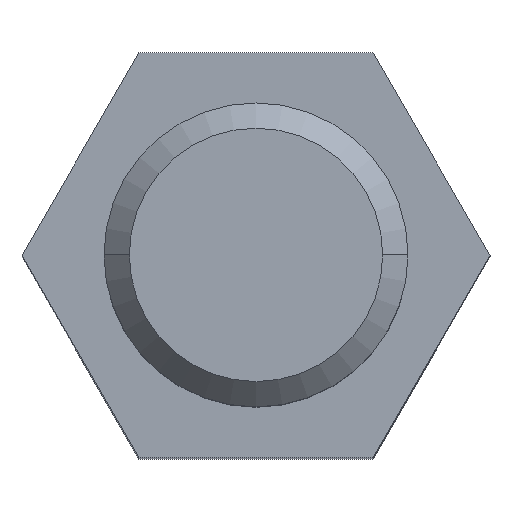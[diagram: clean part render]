
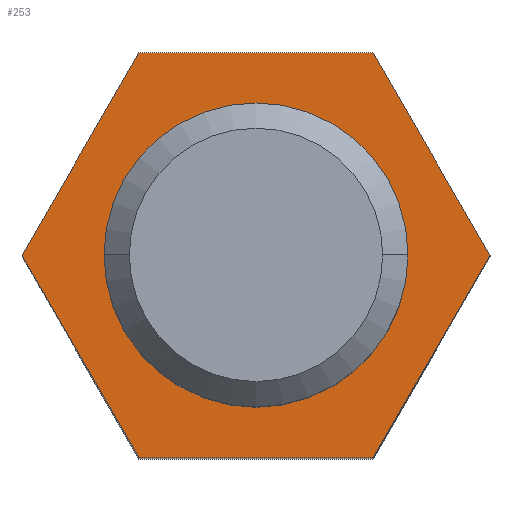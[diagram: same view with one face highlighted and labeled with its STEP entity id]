
A CAD part, top view. The second image highlights one B-rep face of the part: STEP entity #253.
In plain terms, the highlighted planar face has unit normal (0, 0, 1).
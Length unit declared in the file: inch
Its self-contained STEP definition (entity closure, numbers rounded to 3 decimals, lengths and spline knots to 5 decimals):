
#1 = FACE_OUTER_BOUND ( 'NONE', #97, .T. ) ;
#4 = LINE ( 'NONE', #345, #197 ) ;
#23 = CARTESIAN_POINT ( 'NONE',  ( -0.28868, 0., 0.498 ) ) ;
#26 = CARTESIAN_POINT ( 'NONE',  ( -0.28868, 0., 0.498 ) ) ;
#40 = VERTEX_POINT ( 'NONE', #525 ) ;
#48 = EDGE_CURVE ( 'NONE', #508, #528, #4, .T. ) ;
#54 = VECTOR ( 'NONE', #120, 39.37008 ) ;
#77 = VERTEX_POINT ( 'NONE', #360 ) ;
#78 = CARTESIAN_POINT ( 'NONE',  ( 0.14434, 0.25, 0.498 ) ) ;
#80 = DIRECTION ( 'NONE',  ( 1., 0., 0. ) ) ;
#95 = ORIENTED_EDGE ( 'NONE', *, *, #396, .F. ) ;
#97 = EDGE_LOOP ( 'NONE', ( #248, #332, #454, #377, #478, #215 ) ) ;
#110 = CARTESIAN_POINT ( 'NONE',  ( 0., 0., 0.498 ) ) ;
#120 = DIRECTION ( 'NONE',  ( 0.5, -0.866, 0. ) ) ;
#124 = CARTESIAN_POINT ( 'NONE',  ( 0.1875, 0., 0.498 ) ) ;
#131 = EDGE_CURVE ( 'NONE', #136, #150, #372, .T. ) ;
#136 = VERTEX_POINT ( 'NONE', #196 ) ;
#140 = EDGE_CURVE ( 'NONE', #150, #508, #503, .T. ) ;
#146 = LINE ( 'NONE', #480, #242 ) ;
#150 = VERTEX_POINT ( 'NONE', #23 ) ;
#155 = DIRECTION ( 'NONE',  ( 0., 0., 1. ) ) ;
#165 = AXIS2_PLACEMENT_3D ( 'NONE', #211, #291, #80 ) ;
#181 = CARTESIAN_POINT ( 'NONE',  ( 0.14434, 0.25, 0.498 ) ) ;
#186 = DIRECTION ( 'NONE',  ( 0., 0., 1. ) ) ;
#187 = VECTOR ( 'NONE', #562, 39.37008 ) ;
#189 = CIRCLE ( 'NONE', #554, 0.1875 ) ;
#195 = LINE ( 'NONE', #540, #187 ) ;
#196 = CARTESIAN_POINT ( 'NONE',  ( -0.14434, 0.25, 0.498 ) ) ;
#197 = VECTOR ( 'NONE', #513, 39.37008 ) ;
#206 = EDGE_CURVE ( 'NONE', #558, #40, #370, .T. ) ;
#211 = CARTESIAN_POINT ( 'NONE',  ( -0.1875, 0., 0.498 ) ) ;
#215 = ORIENTED_EDGE ( 'NONE', *, *, #140, .T. ) ;
#226 = AXIS2_PLACEMENT_3D ( 'NONE', #110, #155, #497 ) ;
#242 = VECTOR ( 'NONE', #358, 39.37008 ) ;
#246 = DIRECTION ( 'NONE',  ( -1., 0., 0. ) ) ;
#248 = ORIENTED_EDGE ( 'NONE', *, *, #48, .T. ) ;
#253 = ADVANCED_FACE ( 'NONE', ( #469, #1 ), #295, .T. ) ;
#263 = VERTEX_POINT ( 'NONE', #181 ) ;
#269 = CARTESIAN_POINT ( 'NONE',  ( 0., 0., 0.498 ) ) ;
#291 = DIRECTION ( 'NONE',  ( 0., 0., 1. ) ) ;
#295 = PLANE ( 'NONE',  #165 ) ;
#297 = ORIENTED_EDGE ( 'NONE', *, *, #206, .F. ) ;
#301 = LINE ( 'NONE', #78, #533 ) ;
#315 = CARTESIAN_POINT ( 'NONE',  ( -0.14434, 0.25, 0.498 ) ) ;
#332 = ORIENTED_EDGE ( 'NONE', *, *, #351, .T. ) ;
#345 = CARTESIAN_POINT ( 'NONE',  ( -0.14434, -0.25, 0.498 ) ) ;
#351 = EDGE_CURVE ( 'NONE', #528, #77, #146, .T. ) ;
#358 = DIRECTION ( 'NONE',  ( 0.5, 0.866, 0. ) ) ;
#360 = CARTESIAN_POINT ( 'NONE',  ( 0.28868, 0., 0.498 ) ) ;
#361 = DIRECTION ( 'NONE',  ( 1., 0., 0. ) ) ;
#370 = CIRCLE ( 'NONE', #226, 0.1875 ) ;
#372 = LINE ( 'NONE', #315, #466 ) ;
#377 = ORIENTED_EDGE ( 'NONE', *, *, #520, .T. ) ;
#381 = CARTESIAN_POINT ( 'NONE',  ( -0.14434, -0.25, 0.498 ) ) ;
#396 = EDGE_CURVE ( 'NONE', #40, #558, #189, .T. ) ;
#454 = ORIENTED_EDGE ( 'NONE', *, *, #507, .T. ) ;
#466 = VECTOR ( 'NONE', #483, 39.37008 ) ;
#469 = FACE_BOUND ( 'NONE', #490, .T. ) ;
#478 = ORIENTED_EDGE ( 'NONE', *, *, #131, .T. ) ;
#480 = CARTESIAN_POINT ( 'NONE',  ( 0.14434, -0.25, 0.498 ) ) ;
#483 = DIRECTION ( 'NONE',  ( -0.5, -0.866, 0. ) ) ;
#490 = EDGE_LOOP ( 'NONE', ( #297, #95 ) ) ;
#497 = DIRECTION ( 'NONE',  ( 1., 0., 0. ) ) ;
#503 = LINE ( 'NONE', #26, #54 ) ;
#507 = EDGE_CURVE ( 'NONE', #77, #263, #195, .T. ) ;
#508 = VERTEX_POINT ( 'NONE', #381 ) ;
#513 = DIRECTION ( 'NONE',  ( 1., 0., 0. ) ) ;
#520 = EDGE_CURVE ( 'NONE', #263, #136, #301, .T. ) ;
#525 = CARTESIAN_POINT ( 'NONE',  ( -0.1875, 0., 0.498 ) ) ;
#528 = VERTEX_POINT ( 'NONE', #559 ) ;
#533 = VECTOR ( 'NONE', #246, 39.37008 ) ;
#540 = CARTESIAN_POINT ( 'NONE',  ( 0.28868, 0., 0.498 ) ) ;
#554 = AXIS2_PLACEMENT_3D ( 'NONE', #269, #186, #361 ) ;
#558 = VERTEX_POINT ( 'NONE', #124 ) ;
#559 = CARTESIAN_POINT ( 'NONE',  ( 0.14434, -0.25, 0.498 ) ) ;
#562 = DIRECTION ( 'NONE',  ( -0.5, 0.866, 0. ) ) ;
